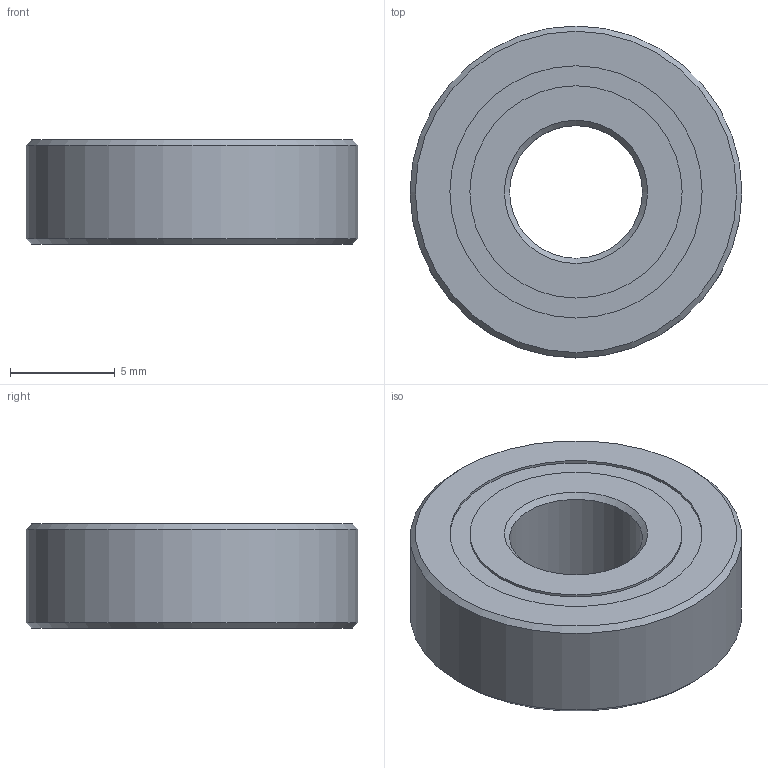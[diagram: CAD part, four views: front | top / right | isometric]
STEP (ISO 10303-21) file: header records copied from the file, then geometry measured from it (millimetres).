
FILE_DESCRIPTION(/* description */ (''),/* implementation_level */ '2;1');
FILE_NAME(/* name */ 'Bottom Bearing 3759T58 v1.step',/* time_stamp */ '2022-04-06T19:42:34-04:00',/* author */ (''),/* organization */ (''),/* preprocessor_version */ 'ST-DEVELOPER v18.1',/* originating_system */ 'Autodesk Translation Framework v10.14.0.1471',/* authorisation */ '');
FILE_SCHEMA (('AUTOMOTIVE_DESIGN { 1 0 10303 214 3 1 1 }'));
Length unit declared in the file: inch
Products named in the file (1): Bottom Bearing 3759T58
Bounding box: 15.88 x 15.88 x 4.98 mm (x, y, z)
Volume: 741.6 mm3; surface area: 1496.5 mm2
Topology: 16 solids, 16 shells, 36 faces, 78 edges, 50 vertices
Faces by surface type: sphere 12, cylinder 10, plane 8, cone 4, torus 2
Full cylindrical faces by diameter (mm): 6.35 x1, 10.155 x4, 12.07 x4, 15.875 x1
Entity records: 910 total; most frequent: DIRECTION 168, CARTESIAN_POINT 141, ORIENTED_EDGE 108, AXIS2_PLACEMENT_3D 77, EDGE_CURVE 54, VERTEX_POINT 50, EDGE_LOOP 44, CIRCLE 40
